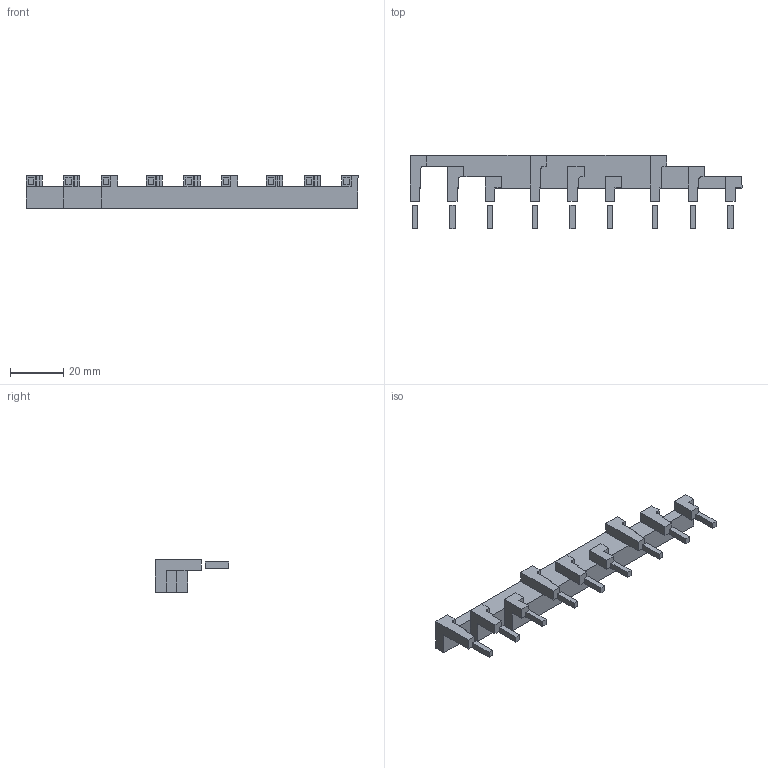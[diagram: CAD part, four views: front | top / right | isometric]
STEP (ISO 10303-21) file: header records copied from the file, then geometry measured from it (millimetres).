
FILE_DESCRIPTION((' '),'2;1');
FILE_NAME('KT7-32-DB-45-3_3D.stp','2012-04-03T14:53:21',(' '),(' '),' ','ACIS',' ');
FILE_SCHEMA(('CONFIG_CONTROL_DESIGN'));
Length unit declared in the file: millimetre
Products named in the file (11): KT7-32-DB-45-3_3D.stp; Body1; Body2; Body3; Body4; Body5; Body6; Body7; Body8; Body9; Body10
Assembly tree (10 placements, depth 2):
  KT7-32-DB-45-3_3D.stp
    Body1
    Body2
    Body3
    Body4
    Body5
    Body6
    Body7
    Body8
    Body9
    Body10
Bounding box: 124.3 x 27.4 x 12.3 mm (x, y, z)
Volume: 12138.1 mm3; surface area: 7161.8 mm2
Topology: 10 solids, 10 shells, 142 faces, 356 edges, 234 vertices
Faces by surface type: plane 136, cylinder 6
Entity records: 5699 total; most frequent: CARTESIAN_POINT 753, ORIENTED_EDGE 712, DIRECTION 695, EDGE_CURVE 356, VECTOR 343, LINE 343, VERTEX_POINT 234, AXIS2_PLACEMENT_3D 176
